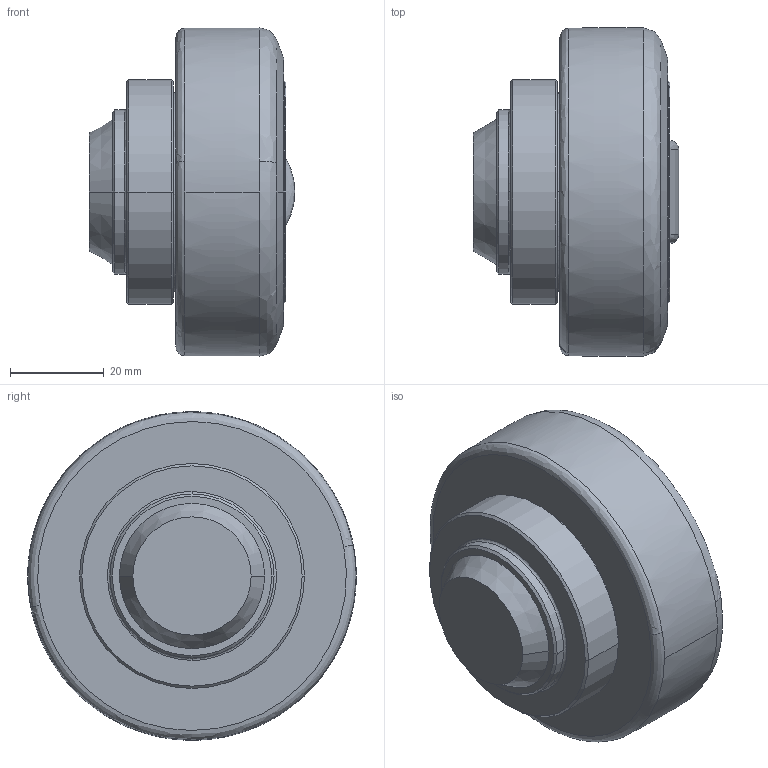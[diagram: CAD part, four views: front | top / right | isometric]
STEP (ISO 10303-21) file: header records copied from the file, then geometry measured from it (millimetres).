
FILE_DESCRIPTION (( 'STEP AP214' ), '1' );
FILE_NAME ('TR-070.0200-Rollco.step', '2023-04-28T07:33:33', ( '' ), ( '' ), 'SwSTEP 2.0', 'SolidWorks 2010', '' );
FILE_SCHEMA (( 'AUTOMOTIVE_DESIGN' ));
Length unit declared in the file: millimetre
Products named in the file (1): TR-070.0200-Rollco
Bounding box: 43.92 x 70.1 x 70.08 mm (x, y, z)
Volume: 112446.1 mm3; surface area: 15043.2 mm2
Topology: 1 solids, 2 shells, 42 faces, 90 edges, 58 vertices
Faces by surface type: cone 12, bspline 10, cylinder 9, plane 8, torus 3
Entity records: 1835 total; most frequent: CARTESIAN_POINT 893, DIRECTION 198, ORIENTED_EDGE 180, EDGE_CURVE 90, AXIS2_PLACEMENT_3D 89, VERTEX_POINT 58, CIRCLE 56, EDGE_LOOP 48
